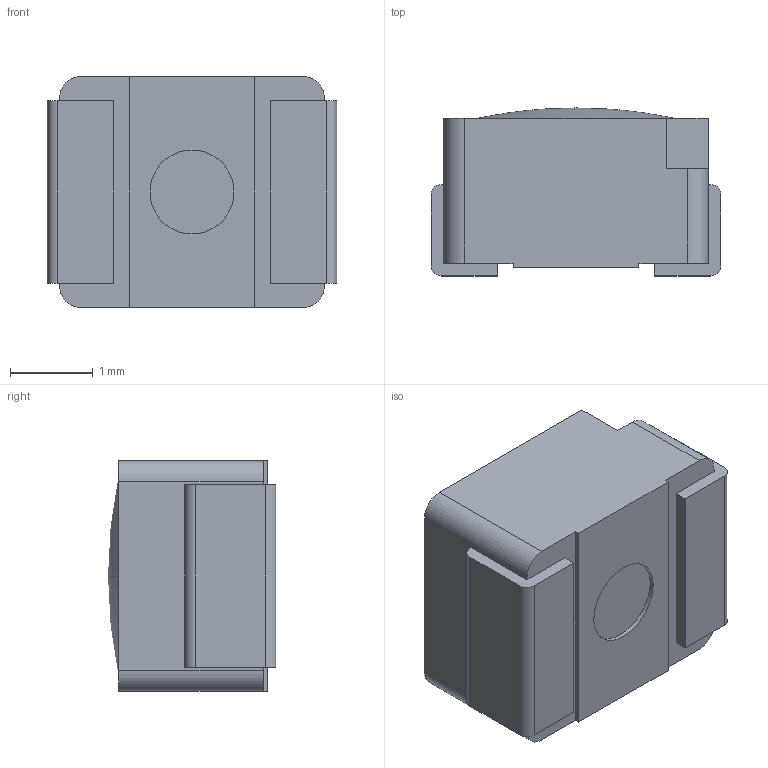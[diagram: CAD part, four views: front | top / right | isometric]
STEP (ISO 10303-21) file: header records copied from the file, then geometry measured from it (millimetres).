
FILE_DESCRIPTION((''),'2;1');
FILE_NAME('597XXXX2XX','2009-05-14T',('jenkink'),(''),'PRO/ENGINEER BY PARAMETRIC TECHNOLOGY CORPORATION, 2008310','PRO/ENGINEER BY PARAMETRIC TECHNOLOGY CORPORATION, 2008310','');
FILE_SCHEMA(('CONFIG_CONTROL_DESIGN'));
Length unit declared in the file: inch
Products named in the file (1): 597XXXX2XX
Bounding box: 3.51 x 2.03 x 2.79 mm (x, y, z)
Volume: 17.1 mm3; surface area: 41.8 mm2
Topology: 1 solids, 1 shells, 37 faces, 102 edges, 67 vertices
Faces by surface type: plane 25, cylinder 10, sphere 2
Entity records: 1206 total; most frequent: CARTESIAN_POINT 204, ORIENTED_EDGE 200, DIRECTION 198, EDGE_CURVE 100, VECTOR 76, LINE 76, VERTEX_POINT 67, AXIS2_PLACEMENT_3D 61
